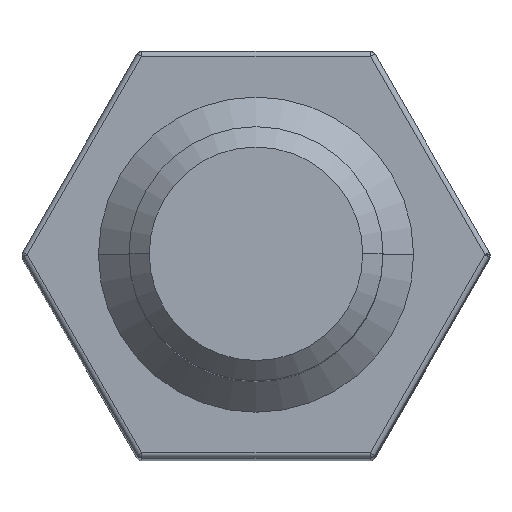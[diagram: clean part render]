
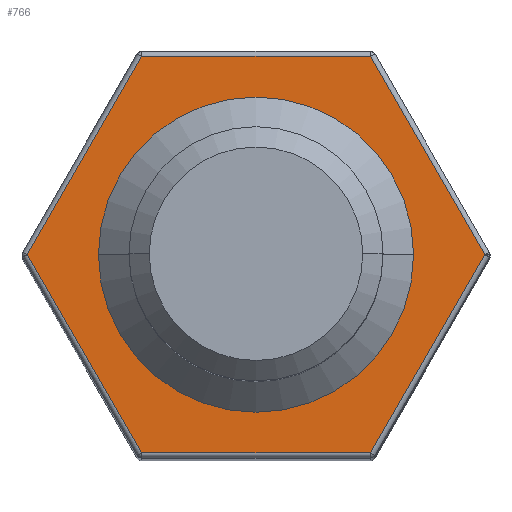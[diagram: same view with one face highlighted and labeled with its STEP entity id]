
A CAD part, top view. The second image highlights one B-rep face of the part: STEP entity #766.
In plain terms, the highlighted planar face has unit normal (0, 0, 1).
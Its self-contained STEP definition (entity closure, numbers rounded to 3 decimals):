
#63 = AXIS2_PLACEMENT_3D ( 'NONE', #1061, #409, #1177 ) ;
#95 = CARTESIAN_POINT ( 'NONE',  ( -4.619, -3.9, 0. ) ) ;
#100 = CARTESIAN_POINT ( 'NONE',  ( 3.1, 0., 0. ) ) ;
#102 = DIRECTION ( 'NONE',  ( 0.5, -0.866, 0. ) ) ;
#108 = LINE ( 'NONE', #1305, #723 ) ;
#122 = CARTESIAN_POINT ( 'NONE',  ( -4.619, 3.9, 0. ) ) ;
#135 = EDGE_CURVE ( 'NONE', #165, #205, #519, .T. ) ;
#165 = VERTEX_POINT ( 'NONE', #1100 ) ;
#171 = CARTESIAN_POINT ( 'NONE',  ( -2.252, -3.9, 0. ) ) ;
#186 = VECTOR ( 'NONE', #634, 1000. ) ;
#205 = VERTEX_POINT ( 'NONE', #317 ) ;
#239 = EDGE_CURVE ( 'NONE', #205, #796, #108, .T. ) ;
#260 = EDGE_CURVE ( 'NONE', #744, #165, #548, .T. ) ;
#285 = CARTESIAN_POINT ( 'NONE',  ( -3.1, 0., 0. ) ) ;
#302 = AXIS2_PLACEMENT_3D ( 'NONE', #1075, #648, #1380 ) ;
#317 = CARTESIAN_POINT ( 'NONE',  ( 4.503, 0., 0. ) ) ;
#339 = VERTEX_POINT ( 'NONE', #1224 ) ;
#340 = DIRECTION ( 'NONE',  ( 1., 0., 0. ) ) ;
#409 = DIRECTION ( 'NONE',  ( 0., 0., -1. ) ) ;
#477 = CARTESIAN_POINT ( 'NONE',  ( 0., 0., 0. ) ) ;
#479 = LINE ( 'NONE', #1267, #1015 ) ;
#483 = CIRCLE ( 'NONE', #566, 3.1 ) ;
#519 = LINE ( 'NONE', #988, #186 ) ;
#548 = LINE ( 'NONE', #95, #977 ) ;
#561 = VECTOR ( 'NONE', #923, 1000. ) ;
#566 = AXIS2_PLACEMENT_3D ( 'NONE', #477, #1225, #585 ) ;
#585 = DIRECTION ( 'NONE',  ( -1., 0., 0. ) ) ;
#634 = DIRECTION ( 'NONE',  ( 0.5, 0.866, 0. ) ) ;
#648 = DIRECTION ( 'NONE',  ( 0., 0., -1. ) ) ;
#660 = VECTOR ( 'NONE', #102, 1000. ) ;
#723 = VECTOR ( 'NONE', #890, 1000. ) ;
#726 = EDGE_CURVE ( 'NONE', #339, #1300, #479, .T. ) ;
#744 = VERTEX_POINT ( 'NONE', #171 ) ;
#766 = ADVANCED_FACE ( 'NONE', ( #1231, #1281 ), #963, .F. ) ;
#796 = VERTEX_POINT ( 'NONE', #1194 ) ;
#879 = LINE ( 'NONE', #122, #561 ) ;
#880 = VERTEX_POINT ( 'NONE', #100 ) ;
#890 = DIRECTION ( 'NONE',  ( -0.5, 0.866, 0. ) ) ;
#923 = DIRECTION ( 'NONE',  ( -1., 0., 0. ) ) ;
#949 = EDGE_LOOP ( 'NONE', ( #1223, #1239 ) ) ;
#951 = LINE ( 'NONE', #1419, #660 ) ;
#954 = CIRCLE ( 'NONE', #63, 3.1 ) ;
#962 = EDGE_CURVE ( 'NONE', #979, #880, #954, .T. ) ;
#963 = PLANE ( 'NONE',  #302 ) ;
#977 = VECTOR ( 'NONE', #340, 1000. ) ;
#979 = VERTEX_POINT ( 'NONE', #285 ) ;
#988 = CARTESIAN_POINT ( 'NONE',  ( 2.223, -3.95, 0. ) ) ;
#1015 = VECTOR ( 'NONE', #1367, 1000. ) ;
#1023 = ORIENTED_EDGE ( 'NONE', *, *, #239, .T. ) ;
#1041 = ORIENTED_EDGE ( 'NONE', *, *, #1339, .T. ) ;
#1043 = ORIENTED_EDGE ( 'NONE', *, *, #726, .T. ) ;
#1058 = ORIENTED_EDGE ( 'NONE', *, *, #1206, .T. ) ;
#1061 = CARTESIAN_POINT ( 'NONE',  ( 0., 0., 0. ) ) ;
#1075 = CARTESIAN_POINT ( 'NONE',  ( -4.619, 0., 0. ) ) ;
#1086 = ORIENTED_EDGE ( 'NONE', *, *, #260, .T. ) ;
#1100 = CARTESIAN_POINT ( 'NONE',  ( 2.252, -3.9, 0. ) ) ;
#1104 = ORIENTED_EDGE ( 'NONE', *, *, #135, .T. ) ;
#1177 = DIRECTION ( 'NONE',  ( -1., 0., 0. ) ) ;
#1192 = EDGE_CURVE ( 'NONE', #880, #979, #483, .T. ) ;
#1194 = CARTESIAN_POINT ( 'NONE',  ( 2.252, 3.9, 0. ) ) ;
#1206 = EDGE_CURVE ( 'NONE', #1300, #744, #951, .T. ) ;
#1223 = ORIENTED_EDGE ( 'NONE', *, *, #962, .T. ) ;
#1224 = CARTESIAN_POINT ( 'NONE',  ( -2.252, 3.9, 0. ) ) ;
#1225 = DIRECTION ( 'NONE',  ( 0., 0., -1. ) ) ;
#1231 = FACE_OUTER_BOUND ( 'NONE', #1370, .T. ) ;
#1239 = ORIENTED_EDGE ( 'NONE', *, *, #1192, .T. ) ;
#1267 = CARTESIAN_POINT ( 'NONE',  ( -4.532, -0.05, 0. ) ) ;
#1281 = FACE_BOUND ( 'NONE', #949, .T. ) ;
#1300 = VERTEX_POINT ( 'NONE', #1319 ) ;
#1305 = CARTESIAN_POINT ( 'NONE',  ( 2.223, 3.95, 0. ) ) ;
#1319 = CARTESIAN_POINT ( 'NONE',  ( -4.503, 0., 0. ) ) ;
#1339 = EDGE_CURVE ( 'NONE', #796, #339, #879, .T. ) ;
#1367 = DIRECTION ( 'NONE',  ( -0.5, -0.866, 0. ) ) ;
#1370 = EDGE_LOOP ( 'NONE', ( #1023, #1041, #1043, #1058, #1086, #1104 ) ) ;
#1380 = DIRECTION ( 'NONE',  ( -1., 0., 0. ) ) ;
#1419 = CARTESIAN_POINT ( 'NONE',  ( -4.532, 0.05, 0. ) ) ;
